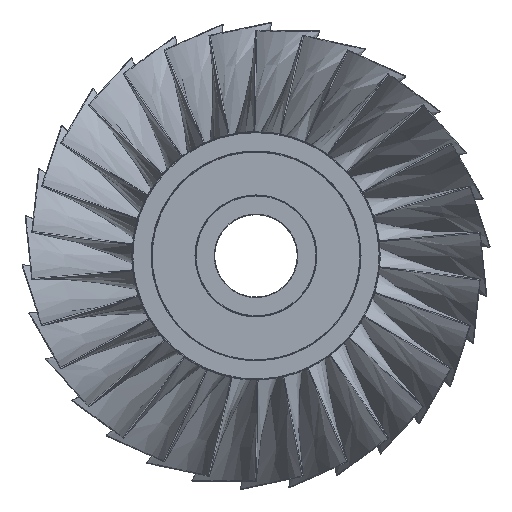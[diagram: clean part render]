
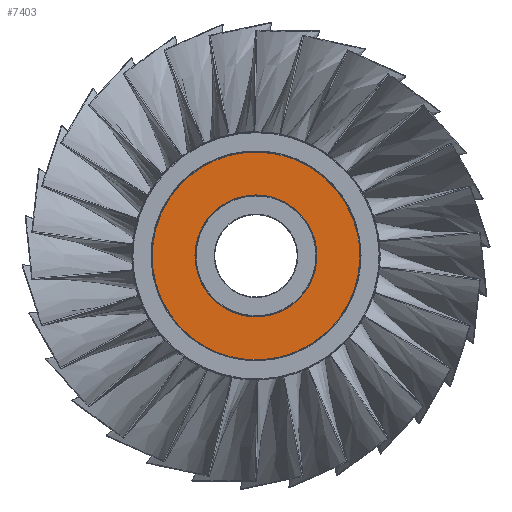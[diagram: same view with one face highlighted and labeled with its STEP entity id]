
A CAD part, top view. The second image highlights one B-rep face of the part: STEP entity #7403.
In plain terms, the highlighted free-form (B-spline) face has degree [1, 1] with [2, 2] control points.
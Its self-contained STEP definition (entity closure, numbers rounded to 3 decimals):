
#7356 = VERTEX_POINT('',#7357);
#7357 = CARTESIAN_POINT('',(55.308,0.,
    -40.969));
#7366 = EDGE_CURVE('',#7356,#7356,#7367,.T.);
#7367 = ( BOUNDED_CURVE() B_SPLINE_CURVE(2,(#7368,#7369,#7370,#7371,
#7372,#7373,#7374),.UNSPECIFIED.,.T.,.F.) B_SPLINE_CURVE_WITH_KNOTS((1,2
    ,2,2,2,1),(-2.094,0.,2.094,4.189,
6.283,8.378),.UNSPECIFIED.) CURVE() 
GEOMETRIC_REPRESENTATION_ITEM() RATIONAL_B_SPLINE_CURVE((1.,0.5,1.,0.5,
1.,0.5,1.)) REPRESENTATION_ITEM('') );
#7368 = CARTESIAN_POINT('',(55.308,0.,-40.969));
#7369 = CARTESIAN_POINT('',(55.308,-95.796,
    -40.969));
#7370 = CARTESIAN_POINT('',(-27.654,-47.898,
    -40.969));
#7371 = CARTESIAN_POINT('',(-110.616,0.,
    -40.969));
#7372 = CARTESIAN_POINT('',(-27.654,47.898,
    -40.969));
#7373 = CARTESIAN_POINT('',(55.308,95.796,
    -40.969));
#7374 = CARTESIAN_POINT('',(55.308,0.,-40.969));
#7403 = ADVANCED_FACE('',(#7404,#7407),#7421,.T.);
#7404 = FACE_BOUND('',#7405,.T.);
#7405 = EDGE_LOOP('',(#7406));
#7406 = ORIENTED_EDGE('',*,*,#7366,.F.);
#7407 = FACE_BOUND('',#7408,.T.);
#7408 = EDGE_LOOP('',(#7409));
#7409 = ORIENTED_EDGE('',*,*,#7410,.F.);
#7410 = EDGE_CURVE('',#7411,#7411,#7413,.T.);
#7411 = VERTEX_POINT('',#7412);
#7412 = CARTESIAN_POINT('',(-32.482,0.,
    -40.969));
#7413 = ( BOUNDED_CURVE() B_SPLINE_CURVE(2,(#7414,#7415,#7416,#7417,
#7418,#7419,#7420),.UNSPECIFIED.,.T.,.F.) B_SPLINE_CURVE_WITH_KNOTS((3,2
    ,2,3),(3.142,5.236,7.33,9.425),
.PIECEWISE_BEZIER_KNOTS.) CURVE() GEOMETRIC_REPRESENTATION_ITEM() 
RATIONAL_B_SPLINE_CURVE((1.,0.5,1.,0.5,1.,0.5,1.)) REPRESENTATION_ITEM(
  '') );
#7414 = CARTESIAN_POINT('',(-32.482,0.,
    -40.969));
#7415 = CARTESIAN_POINT('',(-32.482,-56.261,
    -40.969));
#7416 = CARTESIAN_POINT('',(16.241,-28.131,
    -40.969));
#7417 = CARTESIAN_POINT('',(64.965,0.,
    -40.969));
#7418 = CARTESIAN_POINT('',(16.241,28.131,
    -40.969));
#7419 = CARTESIAN_POINT('',(-32.482,56.261,
    -40.969));
#7420 = CARTESIAN_POINT('',(-32.482,0.,
    -40.969));
#7421 = B_SPLINE_SURFACE_WITH_KNOTS('',1,1,(
    (#7422,#7423)
    ,(#7424,#7425
    )),.UNSPECIFIED.,.F.,.F.,.F.,(2,2),(2,2),(-37.8,37.8),(-37.8,37.8),
  .PIECEWISE_BEZIER_KNOTS.);
#7422 = CARTESIAN_POINT('',(-55.308,-55.308,
    -40.969));
#7423 = CARTESIAN_POINT('',(-55.308,55.308,
    -40.969));
#7424 = CARTESIAN_POINT('',(55.308,-55.308,
    -40.969));
#7425 = CARTESIAN_POINT('',(55.308,55.308,
    -40.969));
